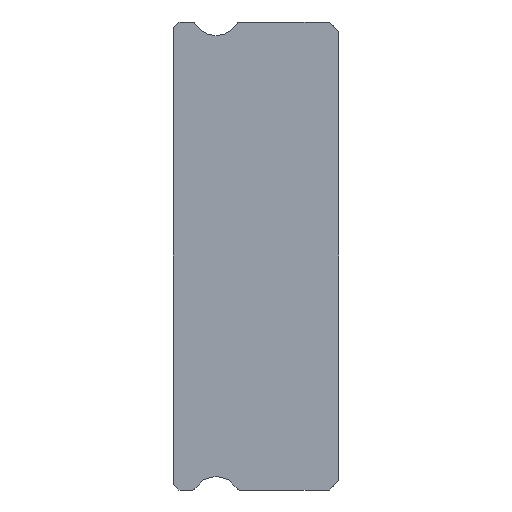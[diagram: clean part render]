
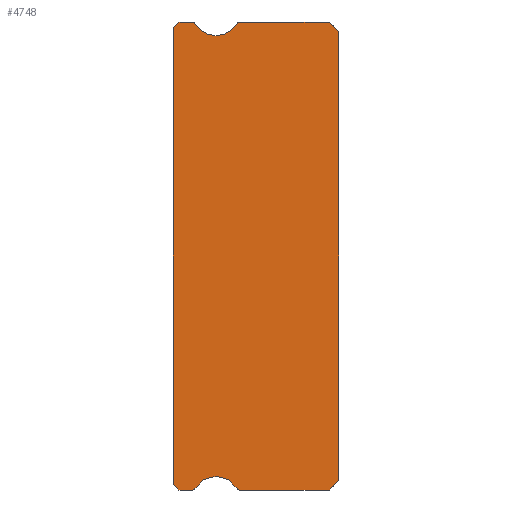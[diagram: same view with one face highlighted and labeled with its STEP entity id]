
A CAD part, left-side view. The second image highlights one B-rep face of the part: STEP entity #4748.
In plain terms, the highlighted planar face has unit normal (-1, 0, 0).
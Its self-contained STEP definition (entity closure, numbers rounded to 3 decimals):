
#30 = VERTEX_POINT ( 'NONE', #3662 ) ;
#257 = CARTESIAN_POINT ( 'NONE',  ( -15., 7.512, 12. ) ) ;
#404 = AXIS2_PLACEMENT_3D ( 'NONE', #614, #2995, #5492 ) ;
#446 = EDGE_CURVE ( 'NONE', #5758, #1952, #2617, .T. ) ;
#482 = FACE_OUTER_BOUND ( 'NONE', #6592, .T. ) ;
#515 = VERTEX_POINT ( 'NONE', #5051 ) ;
#545 = CARTESIAN_POINT ( 'NONE',  ( -15., 7.512, 12. ) ) ;
#606 = VERTEX_POINT ( 'NONE', #4538 ) ;
#613 = CARTESIAN_POINT ( 'NONE',  ( -15., 6.3, 12.55 ) ) ;
#614 = CARTESIAN_POINT ( 'NONE',  ( -15., 7.512, 11.85 ) ) ;
#701 = CARTESIAN_POINT ( 'NONE',  ( -15., 7.383, -11.925 ) ) ;
#750 = LINE ( 'NONE', #5615, #3238 ) ;
#755 = CIRCLE ( 'NONE', #6090, 0.15 ) ;
#764 = VECTOR ( 'NONE', #3680, 1000. ) ;
#766 = EDGE_CURVE ( 'NONE', #4200, #3208, #5303, .T. ) ;
#774 = EDGE_CURVE ( 'NONE', #3354, #606, #3523, .T. ) ;
#807 = DIRECTION ( 'NONE',  ( 1., 0., 0. ) ) ;
#826 = DIRECTION ( 'NONE',  ( 0., 1., 0. ) ) ;
#918 = CARTESIAN_POINT ( 'NONE',  ( -15., 8.2, 12. ) ) ;
#922 = VECTOR ( 'NONE', #5937, 1000. ) ;
#987 = CARTESIAN_POINT ( 'NONE',  ( -15., 6.3, 11.3 ) ) ;
#1039 = DIRECTION ( 'NONE',  ( 0., 0.707, -0.707 ) ) ;
#1042 = CARTESIAN_POINT ( 'NONE',  ( -15., 7.512, -12. ) ) ;
#1157 = ORIENTED_EDGE ( 'NONE', *, *, #3398, .F. ) ;
#1158 = EDGE_CURVE ( 'NONE', #5658, #606, #5960, .T. ) ;
#1189 = AXIS2_PLACEMENT_3D ( 'NONE', #2979, #6048, #5543 ) ;
#1235 = CARTESIAN_POINT ( 'NONE',  ( -15., 5.217, -11.925 ) ) ;
#1241 = VECTOR ( 'NONE', #5308, 1000. ) ;
#1251 = EDGE_CURVE ( 'NONE', #6664, #5758, #7071, .T. ) ;
#1261 = DIRECTION ( 'NONE',  ( 0., -0.707, -0.707 ) ) ;
#1534 = CARTESIAN_POINT ( 'NONE',  ( -15., 7.512, 11.85 ) ) ;
#1611 = EDGE_CURVE ( 'NONE', #5188, #3696, #750, .T. ) ;
#1624 = EDGE_CURVE ( 'NONE', #3696, #6181, #2596, .T. ) ;
#1656 = ORIENTED_EDGE ( 'NONE', *, *, #1158, .T. ) ;
#1659 = CARTESIAN_POINT ( 'NONE',  ( -15., 7.512, -12. ) ) ;
#1690 = ORIENTED_EDGE ( 'NONE', *, *, #1611, .T. ) ;
#1691 = CIRCLE ( 'NONE', #1189, 1.25 ) ;
#1750 = CIRCLE ( 'NONE', #4820, 0.15 ) ;
#1767 = DIRECTION ( 'NONE',  ( -1., 0., 0. ) ) ;
#1779 = CARTESIAN_POINT ( 'NONE',  ( -15., 5.088, -11.85 ) ) ;
#1842 = DIRECTION ( 'NONE',  ( 0., 1., 0. ) ) ;
#1939 = DIRECTION ( 'NONE',  ( 0., 0.707, -0.707 ) ) ;
#1941 = DIRECTION ( 'NONE',  ( -1., 0., 0. ) ) ;
#1952 = VERTEX_POINT ( 'NONE', #6073 ) ;
#1986 = VECTOR ( 'NONE', #1261, 1000. ) ;
#2032 = DIRECTION ( 'NONE',  ( 0., 0., -1. ) ) ;
#2143 = VERTEX_POINT ( 'NONE', #6542 ) ;
#2198 = VERTEX_POINT ( 'NONE', #1235 ) ;
#2230 = DIRECTION ( 'NONE',  ( 0., 0., 1. ) ) ;
#2231 = DIRECTION ( 'NONE',  ( 1., 0., 0. ) ) ;
#2290 = ORIENTED_EDGE ( 'NONE', *, *, #446, .F. ) ;
#2323 = DIRECTION ( 'NONE',  ( 1., 0., 0. ) ) ;
#2379 = ORIENTED_EDGE ( 'NONE', *, *, #3830, .T. ) ;
#2432 = ORIENTED_EDGE ( 'NONE', *, *, #1624, .T. ) ;
#2506 = LINE ( 'NONE', #545, #764 ) ;
#2563 = CARTESIAN_POINT ( 'NONE',  ( -15., 6.3, 12.55 ) ) ;
#2596 = LINE ( 'NONE', #3879, #2861 ) ;
#2617 = CIRCLE ( 'NONE', #7077, 1.25 ) ;
#2651 = LINE ( 'NONE', #5101, #922 ) ;
#2806 = CARTESIAN_POINT ( 'NONE',  ( -15., 0., -11.5 ) ) ;
#2835 = LINE ( 'NONE', #7677, #4966 ) ;
#2854 = CARTESIAN_POINT ( 'NONE',  ( -15., 8.2, -12. ) ) ;
#2861 = VECTOR ( 'NONE', #1939, 1000. ) ;
#2943 = AXIS2_PLACEMENT_3D ( 'NONE', #1779, #3532, #6124 ) ;
#2979 = CARTESIAN_POINT ( 'NONE',  ( -15., 6.3, -12.55 ) ) ;
#2995 = DIRECTION ( 'NONE',  ( 1., 0., 0. ) ) ;
#3032 = ORIENTED_EDGE ( 'NONE', *, *, #1251, .F. ) ;
#3059 = DIRECTION ( 'NONE',  ( 0., 0., -1. ) ) ;
#3138 = VECTOR ( 'NONE', #1039, 1000. ) ;
#3208 = VERTEX_POINT ( 'NONE', #3906 ) ;
#3238 = VECTOR ( 'NONE', #826, 1000. ) ;
#3354 = VERTEX_POINT ( 'NONE', #701 ) ;
#3398 = EDGE_CURVE ( 'NONE', #30, #515, #6040, .T. ) ;
#3473 = ORIENTED_EDGE ( 'NONE', *, *, #4469, .T. ) ;
#3523 = CIRCLE ( 'NONE', #5194, 0.15 ) ;
#3532 = DIRECTION ( 'NONE',  ( 1., 0., 0. ) ) ;
#3567 = DIRECTION ( 'NONE',  ( 0., 0., -1. ) ) ;
#3603 = ORIENTED_EDGE ( 'NONE', *, *, #5850, .F. ) ;
#3662 = CARTESIAN_POINT ( 'NONE',  ( -15., 0.5, 12. ) ) ;
#3680 = DIRECTION ( 'NONE',  ( 0., -1., 0. ) ) ;
#3696 = VERTEX_POINT ( 'NONE', #918 ) ;
#3772 = ORIENTED_EDGE ( 'NONE', *, *, #4276, .F. ) ;
#3830 = EDGE_CURVE ( 'NONE', #6117, #5658, #6534, .T. ) ;
#3879 = CARTESIAN_POINT ( 'NONE',  ( -15., 8.5, 11.7 ) ) ;
#3906 = CARTESIAN_POINT ( 'NONE',  ( -15., 0.5, -12. ) ) ;
#4200 = VERTEX_POINT ( 'NONE', #2806 ) ;
#4276 = EDGE_CURVE ( 'NONE', #5188, #6664, #1750, .T. ) ;
#4453 = VECTOR ( 'NONE', #1842, 1000. ) ;
#4469 = EDGE_CURVE ( 'NONE', #4200, #515, #2835, .T. ) ;
#4538 = CARTESIAN_POINT ( 'NONE',  ( -15., 7.512, -12. ) ) ;
#4655 = DIRECTION ( 'NONE',  ( 0., -1., 0. ) ) ;
#4682 = EDGE_CURVE ( 'NONE', #3208, #2143, #5305, .T. ) ;
#4723 = CARTESIAN_POINT ( 'NONE',  ( -15., 7.383, 11.925 ) ) ;
#4748 = ADVANCED_FACE ( 'NONE', ( #482 ), #7661, .F. ) ;
#4820 = AXIS2_PLACEMENT_3D ( 'NONE', #1534, #807, #2032 ) ;
#4848 = DIRECTION ( 'NONE',  ( 0., 0., -1. ) ) ;
#4850 = CARTESIAN_POINT ( 'NONE',  ( -15., 5.088, 12. ) ) ;
#4966 = VECTOR ( 'NONE', #2230, 1000. ) ;
#5009 = EDGE_CURVE ( 'NONE', #1952, #5816, #755, .T. ) ;
#5033 = ORIENTED_EDGE ( 'NONE', *, *, #774, .F. ) ;
#5051 = CARTESIAN_POINT ( 'NONE',  ( -15., 0., 11.5 ) ) ;
#5101 = CARTESIAN_POINT ( 'NONE',  ( -15., 8.5, 11.85 ) ) ;
#5188 = VERTEX_POINT ( 'NONE', #257 ) ;
#5194 = AXIS2_PLACEMENT_3D ( 'NONE', #7772, #2323, #3567 ) ;
#5303 = LINE ( 'NONE', #6491, #3138 ) ;
#5305 = LINE ( 'NONE', #1042, #4453 ) ;
#5308 = DIRECTION ( 'NONE',  ( 0., -0.707, -0.707 ) ) ;
#5341 = ORIENTED_EDGE ( 'NONE', *, *, #6929, .F. ) ;
#5378 = ORIENTED_EDGE ( 'NONE', *, *, #5009, .F. ) ;
#5456 = CARTESIAN_POINT ( 'NONE',  ( -15., 0.5, 12. ) ) ;
#5492 = DIRECTION ( 'NONE',  ( 0., 0., -1. ) ) ;
#5543 = DIRECTION ( 'NONE',  ( 0., 0., -1. ) ) ;
#5615 = CARTESIAN_POINT ( 'NONE',  ( -15., 8.2, 12. ) ) ;
#5658 = VERTEX_POINT ( 'NONE', #6481 ) ;
#5758 = VERTEX_POINT ( 'NONE', #987 ) ;
#5816 = VERTEX_POINT ( 'NONE', #4850 ) ;
#5850 = EDGE_CURVE ( 'NONE', #5816, #30, #2506, .T. ) ;
#5937 = DIRECTION ( 'NONE',  ( 0., 0., 1. ) ) ;
#5960 = LINE ( 'NONE', #1659, #7692 ) ;
#6040 = LINE ( 'NONE', #5456, #1986 ) ;
#6048 = DIRECTION ( 'NONE',  ( -1., 0., 0. ) ) ;
#6054 = CARTESIAN_POINT ( 'NONE',  ( -15., 5.088, 11.85 ) ) ;
#6073 = CARTESIAN_POINT ( 'NONE',  ( -15., 5.217, 11.925 ) ) ;
#6090 = AXIS2_PLACEMENT_3D ( 'NONE', #6054, #2231, #6578 ) ;
#6117 = VERTEX_POINT ( 'NONE', #6826 ) ;
#6124 = DIRECTION ( 'NONE',  ( 0., 0., -1. ) ) ;
#6131 = CIRCLE ( 'NONE', #2943, 0.15 ) ;
#6178 = ORIENTED_EDGE ( 'NONE', *, *, #7132, .F. ) ;
#6181 = VERTEX_POINT ( 'NONE', #7335 ) ;
#6481 = CARTESIAN_POINT ( 'NONE',  ( -15., 8.2, -12. ) ) ;
#6491 = CARTESIAN_POINT ( 'NONE',  ( -15., 0., -11.5 ) ) ;
#6534 = LINE ( 'NONE', #2854, #1241 ) ;
#6542 = CARTESIAN_POINT ( 'NONE',  ( -15., 5.088, -12. ) ) ;
#6578 = DIRECTION ( 'NONE',  ( 0., 0., -1. ) ) ;
#6592 = EDGE_LOOP ( 'NONE', ( #5341, #2379, #1656, #5033, #6753, #6178, #7348, #7147, #3473, #1157, #3603, #5378, #2290, #3032, #3772, #1690, #2432 ) ) ;
#6664 = VERTEX_POINT ( 'NONE', #4723 ) ;
#6745 = EDGE_CURVE ( 'NONE', #2198, #3354, #1691, .T. ) ;
#6753 = ORIENTED_EDGE ( 'NONE', *, *, #6745, .F. ) ;
#6826 = CARTESIAN_POINT ( 'NONE',  ( -15., 8.5, -11.7 ) ) ;
#6929 = EDGE_CURVE ( 'NONE', #6117, #6181, #2651, .T. ) ;
#7071 = CIRCLE ( 'NONE', #7312, 1.25 ) ;
#7077 = AXIS2_PLACEMENT_3D ( 'NONE', #2563, #1941, #3059 ) ;
#7132 = EDGE_CURVE ( 'NONE', #2143, #2198, #6131, .T. ) ;
#7147 = ORIENTED_EDGE ( 'NONE', *, *, #766, .F. ) ;
#7312 = AXIS2_PLACEMENT_3D ( 'NONE', #613, #1767, #4848 ) ;
#7335 = CARTESIAN_POINT ( 'NONE',  ( -15., 8.5, 11.7 ) ) ;
#7348 = ORIENTED_EDGE ( 'NONE', *, *, #4682, .F. ) ;
#7661 = PLANE ( 'NONE',  #404 ) ;
#7677 = CARTESIAN_POINT ( 'NONE',  ( -15., 0., 11.5 ) ) ;
#7692 = VECTOR ( 'NONE', #4655, 1000. ) ;
#7772 = CARTESIAN_POINT ( 'NONE',  ( -15., 7.512, -11.85 ) ) ;
